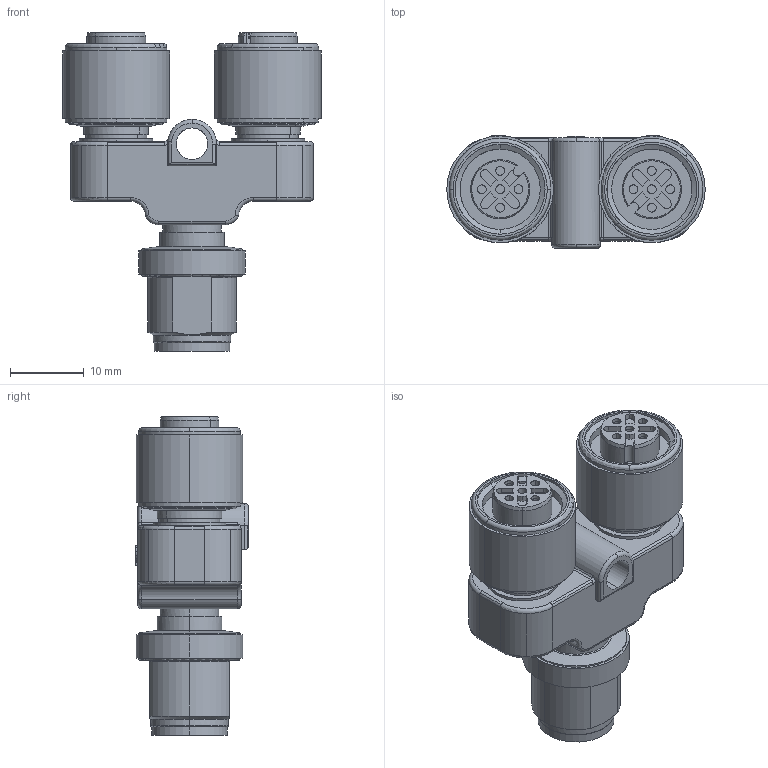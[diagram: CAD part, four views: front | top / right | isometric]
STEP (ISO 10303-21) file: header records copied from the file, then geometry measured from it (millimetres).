
FILE_DESCRIPTION(('CATIA V5 STEP Exchange','CAx-IF Rec.Pracs.--- Model Styling and Organization---1.5--- 2016-08-15','CAx-IF Rec.Pracs.---Supplemental Geometry---1.0---2011-11-01','CAx-IF Rec.Pracs.--- Composite Materials ---1.1---2010-07-15'),'2;1');
FILE_NAME ('022964-1_1', '2025-10-22T05:03:14+00:00', ('none'), ('Weidmueller'), 'CATIA Version 5-6 Release 2024 SP4', 'CATIA V5 STEP AP214 v3', 'none');
FILE_SCHEMA(('AUTOMOTIVE_DESIGN { 1 0 10303 214 1 1 1 1 }'));
Length unit declared in the file: millimetre
Products named in the file (1): 1826880000
Bounding box: 35.1 x 15.31 x 43.3 mm (x, y, z)
Volume: 9512.8 mm3; surface area: 5069.7 mm2
Topology: 1 solids, 1 shells, 542 faces, 1549 edges, 1040 vertices
Faces by surface type: cylinder 242, plane 200, torus 34, bspline 24, cone 22, sphere 20
Entity records: 18921 total; most frequent: CARTESIAN_POINT 4981, ORIENTED_EDGE 3058, DIRECTION 2278, EDGE_CURVE 1529, AXIS2_PLACEMENT_3D 1098, VERTEX_POINT 1040, VECTOR 689, LINE 689
